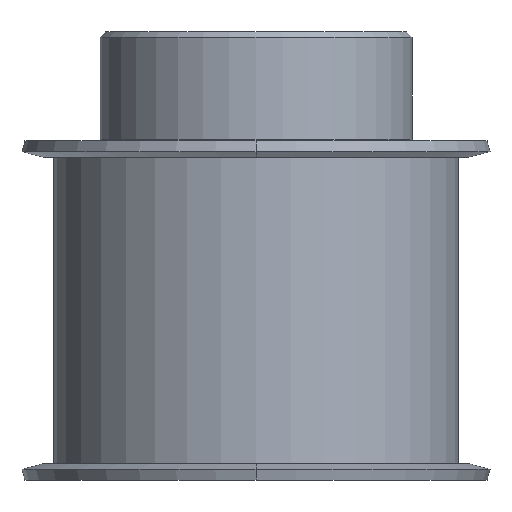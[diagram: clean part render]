
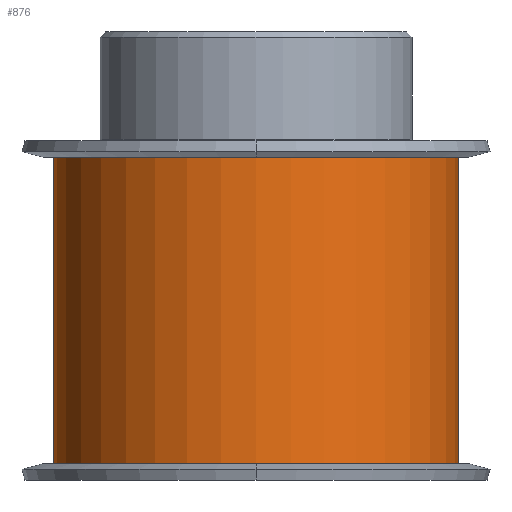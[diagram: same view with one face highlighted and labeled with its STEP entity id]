
A CAD part, front view. The second image highlights one B-rep face of the part: STEP entity #876.
In plain terms, the highlighted cylindrical face has radius 18.175 mm (diameter 36.35 mm), a partial arc.
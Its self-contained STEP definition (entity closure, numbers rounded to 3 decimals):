
#97=CARTESIAN_POINT('',(0.,0.,-13.75));
#98=DIRECTION('',(0.,0.,1.));
#99=DIRECTION('',(-0.194,0.981,0.));
#100=AXIS2_PLACEMENT_3D('',#97,#98,#99);
#147=DIRECTION('',(0.,0.,1.));
#148=VECTOR('',#147,27.5);
#149=CARTESIAN_POINT('',(-3.523,17.83,-13.75));
#150=LINE('',#149,#148);
#151=DIRECTION('',(0.,0.,1.));
#152=VECTOR('',#151,27.5);
#153=CARTESIAN_POINT('',(11.966,13.68,-13.75));
#154=LINE('',#153,#152);
#211=CARTESIAN_POINT('',(0.,0.,13.75));
#212=DIRECTION('',(0.,0.,1.));
#213=DIRECTION('',(-0.194,0.981,0.));
#214=AXIS2_PLACEMENT_3D('',#211,#212,#213);
#560=CARTESIAN_POINT('',(-3.523,17.83,13.75));
#561=CARTESIAN_POINT('',(11.966,13.68,13.75));
#562=VERTEX_POINT('',#560);
#563=VERTEX_POINT('',#561);
#592=CARTESIAN_POINT('',(-3.523,17.83,-13.75));
#593=CARTESIAN_POINT('',(11.966,13.68,-13.75));
#594=VERTEX_POINT('',#592);
#595=VERTEX_POINT('',#593);
#862=CARTESIAN_POINT('',(0.,0.,-15.));
#863=DIRECTION('',(0.,0.,1.));
#864=DIRECTION('',(1.,0.,0.));
#865=AXIS2_PLACEMENT_3D('',#862,#863,#864);
#866=CYLINDRICAL_SURFACE('',#865,18.175);
#867=ORIENTED_EDGE('',*,*,#827,.F.);
#869=ORIENTED_EDGE('',*,*,#868,.T.);
#871=ORIENTED_EDGE('',*,*,#870,.T.);
#873=ORIENTED_EDGE('',*,*,#872,.F.);
#874=EDGE_LOOP('',(#867,#869,#871,#873));
#875=FACE_OUTER_BOUND('',#874,.F.);
#101=CIRCLE('',#100,18.175);
#215=CIRCLE('',#214,18.175);
#827=EDGE_CURVE('',#594,#595,#101,.T.);
#868=EDGE_CURVE('',#594,#562,#150,.T.);
#870=EDGE_CURVE('',#562,#563,#215,.T.);
#872=EDGE_CURVE('',#595,#563,#154,.T.);
#876=ADVANCED_FACE('',(#875),#866,.T.);
